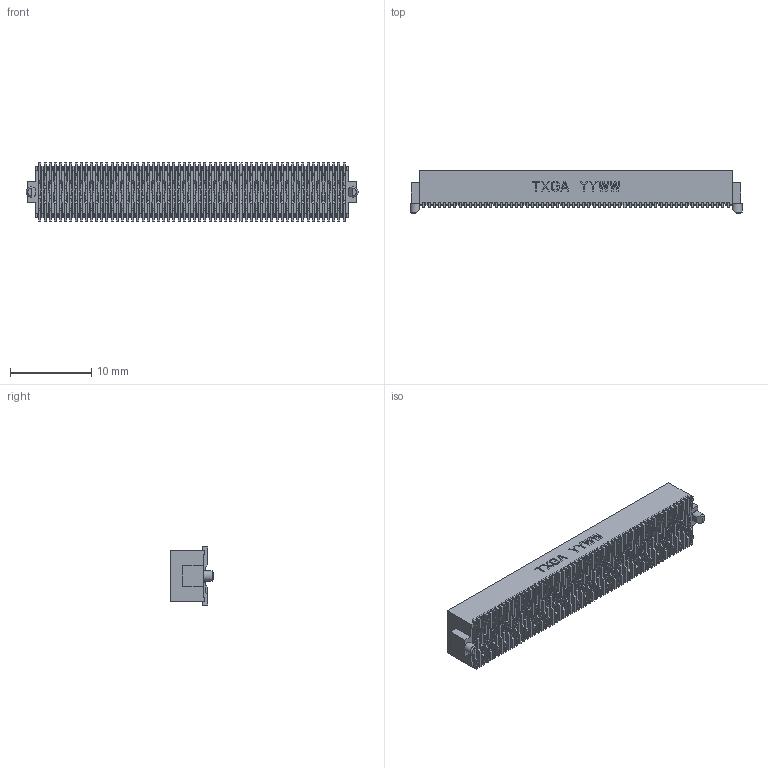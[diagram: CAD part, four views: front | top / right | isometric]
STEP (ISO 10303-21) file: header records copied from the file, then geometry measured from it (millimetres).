
FILE_DESCRIPTION((''),'2;1');
FILE_NAME('FBB12709-F20-H46_ASM','2026-03-17T10:10:19',('gongchengVV'),(''),'CREO PARAMETRIC BY PTC INC, 2020033','CREO PARAMETRIC BY PTC INC, 2020033','');
FILE_SCHEMA(('CONFIG_CONTROL_DESIGN'));
Products named in the file (1): FBB12709-F20-H46_ASM
Bounding box: 40.89 x 5.33 x 7.15 mm (x, y, z)
Volume: 894.7 mm3; surface area: 3832.3 mm2
Topology: 121 solids, 121 shells, 5078 faces, 14357 edges, 9410 vertices
Faces by surface type: plane 4954, cylinder 122, cone 2
Entity records: 160749 total; most frequent: CARTESIAN_POINT 28873, ORIENTED_EDGE 28714, DIRECTION 24755, EDGE_CURVE 14357, VECTOR 14099, LINE 14099, VERTEX_POINT 9410, AXIS2_PLACEMENT_3D 5328
